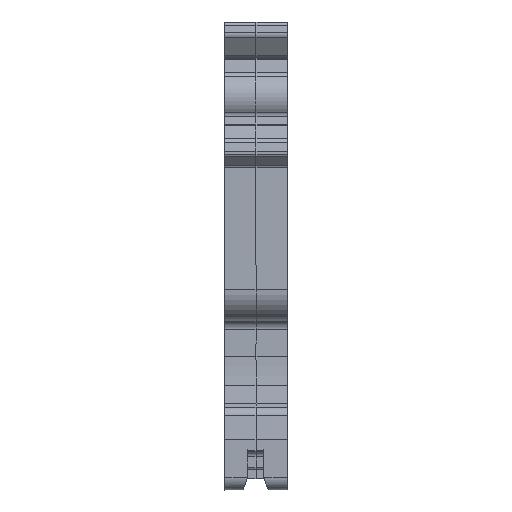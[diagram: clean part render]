
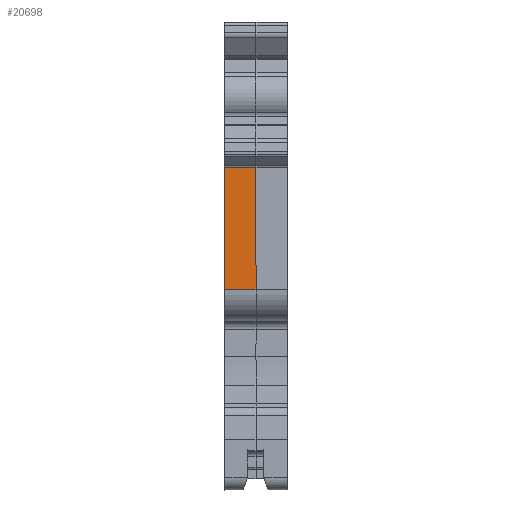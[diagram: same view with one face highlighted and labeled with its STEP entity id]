
A CAD part, front view. The second image highlights one B-rep face of the part: STEP entity #20698.
In plain terms, the highlighted planar face has unit normal (0, -1, 0).
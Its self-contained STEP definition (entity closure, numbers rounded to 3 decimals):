
#200 = ORIENTED_EDGE ( 'NONE', *, *, #16865, .F. ) ;
#1712 = ORIENTED_EDGE ( 'NONE', *, *, #15890, .F. ) ;
#2048 = LINE ( 'NONE', #7181, #21857 ) ;
#2138 = DIRECTION ( 'NONE',  ( 0., 1., 0. ) ) ;
#2258 = EDGE_LOOP ( 'NONE', ( #3187, #20931, #200, #1712 ) ) ;
#3187 = ORIENTED_EDGE ( 'NONE', *, *, #20824, .T. ) ;
#3827 = FACE_OUTER_BOUND ( 'NONE', #2258, .T. ) ;
#4363 = DIRECTION ( 'NONE',  ( 0., 0., 1. ) ) ;
#6078 = DIRECTION ( 'NONE',  ( 0., 0., 1. ) ) ;
#6384 = DIRECTION ( 'NONE',  ( 1., 0., 0. ) ) ;
#7181 = CARTESIAN_POINT ( 'NONE',  ( 0., -40.677, 8.443 ) ) ;
#7858 = VECTOR ( 'NONE', #6078, 1000. ) ;
#8063 = CARTESIAN_POINT ( 'NONE',  ( 0., -40.677, 18.944 ) ) ;
#8974 = CARTESIAN_POINT ( 'NONE',  ( 0., -40.677, 18.944 ) ) ;
#9866 = VERTEX_POINT ( 'NONE', #10342 ) ;
#10342 = CARTESIAN_POINT ( 'NONE',  ( 2.5, -40.677, 8.443 ) ) ;
#10408 = VECTOR ( 'NONE', #4363, 1000. ) ;
#10665 = PLANE ( 'NONE',  #21840 ) ;
#12071 = VERTEX_POINT ( 'NONE', #14439 ) ;
#13023 = CARTESIAN_POINT ( 'NONE',  ( -57.01, -40.677, 18.197 ) ) ;
#13043 = LINE ( 'NONE', #21437, #7858 ) ;
#13220 = LINE ( 'NONE', #13023, #13695 ) ;
#13695 = VECTOR ( 'NONE', #6384, 1000. ) ;
#13908 = CARTESIAN_POINT ( 'NONE',  ( 0., -40.677, 18.197 ) ) ;
#14439 = CARTESIAN_POINT ( 'NONE',  ( 2.5, -40.677, 18.197 ) ) ;
#14780 = VERTEX_POINT ( 'NONE', #16678 ) ;
#15810 = DIRECTION ( 'NONE',  ( 0., 0., -1. ) ) ;
#15890 = EDGE_CURVE ( 'NONE', #14780, #20607, #21512, .T. ) ;
#16678 = CARTESIAN_POINT ( 'NONE',  ( 0., -40.677, 8.443 ) ) ;
#16865 = EDGE_CURVE ( 'NONE', #20607, #12071, #13220, .T. ) ;
#20438 = EDGE_CURVE ( 'NONE', #9866, #12071, #13043, .T. ) ;
#20607 = VERTEX_POINT ( 'NONE', #13908 ) ;
#20698 = ADVANCED_FACE ( 'NONE', ( #3827 ), #10665, .F. ) ;
#20824 = EDGE_CURVE ( 'NONE', #14780, #9866, #2048, .T. ) ;
#20878 = DIRECTION ( 'NONE',  ( 1., 0., 0. ) ) ;
#20931 = ORIENTED_EDGE ( 'NONE', *, *, #20438, .T. ) ;
#21437 = CARTESIAN_POINT ( 'NONE',  ( 2.5, -40.677, 18.944 ) ) ;
#21512 = LINE ( 'NONE', #8063, #10408 ) ;
#21840 = AXIS2_PLACEMENT_3D ( 'NONE', #8974, #2138, #15810 ) ;
#21857 = VECTOR ( 'NONE', #20878, 1000. ) ;
